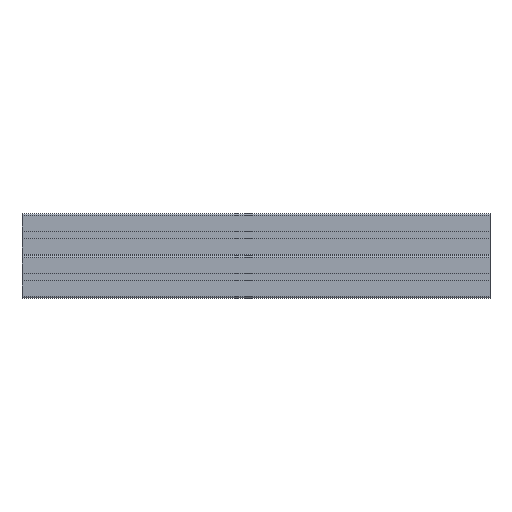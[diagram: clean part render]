
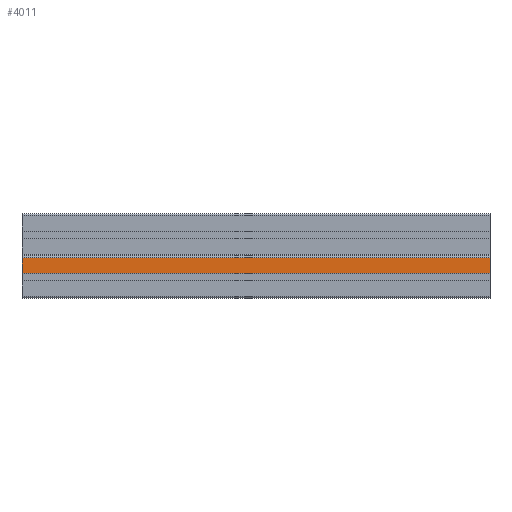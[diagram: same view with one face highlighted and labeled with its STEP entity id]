
A CAD part, front view. The second image highlights one B-rep face of the part: STEP entity #4011.
In plain terms, the highlighted planar face has unit normal (0, -1, 0).
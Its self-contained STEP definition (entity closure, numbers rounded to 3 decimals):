
#172=FACE_OUTER_BOUND('',#386,.T.);
#386=EDGE_LOOP('',(#3038,#3039,#3040,#3041));
#735=LINE('',#5792,#1183);
#916=LINE('',#6344,#1364);
#918=LINE('',#6348,#1366);
#919=LINE('',#6349,#1367);
#1183=VECTOR('',#4582,1.);
#1364=VECTOR('',#5065,1.);
#1366=VECTOR('',#5069,1.);
#1367=VECTOR('',#5070,1.);
#1642=VERTEX_POINT('',#5789);
#1643=VERTEX_POINT('',#5791);
#1863=VERTEX_POINT('',#6343);
#1864=VERTEX_POINT('',#6347);
#2048=EDGE_CURVE('',#1643,#1642,#735,.T.);
#2324=EDGE_CURVE('',#1863,#1643,#916,.T.);
#2326=EDGE_CURVE('',#1864,#1642,#918,.T.);
#2327=EDGE_CURVE('',#1864,#1863,#919,.T.);
#3038=ORIENTED_EDGE('',*,*,#2048,.T.);
#3039=ORIENTED_EDGE('',*,*,#2326,.F.);
#3040=ORIENTED_EDGE('',*,*,#2327,.T.);
#3041=ORIENTED_EDGE('',*,*,#2324,.T.);
#3859=PLANE('',#4323);
#4011=ADVANCED_FACE('',(#172),#3859,.T.);
#4323=AXIS2_PLACEMENT_3D('',#6346,#5067,#5068);
#4582=DIRECTION('',(0.,0.,1.));
#5065=DIRECTION('',(1.,0.,0.));
#5067=DIRECTION('center_axis',(0.,-1.,0.));
#5068=DIRECTION('ref_axis',(0.,0.,-1.));
#5069=DIRECTION('',(1.,0.,0.));
#5070=DIRECTION('',(0.,0.,-1.));
#5789=CARTESIAN_POINT('',(500.,0.,42.984));
#5791=CARTESIAN_POINT('',(500.,0.,26.647));
#5792=CARTESIAN_POINT('',(500.,0.,41.15));
#6343=CARTESIAN_POINT('',(0.,0.,26.647));
#6344=CARTESIAN_POINT('',(0.,0.,26.647));
#6346=CARTESIAN_POINT('Origin',(0.,0.,42.984));
#6347=CARTESIAN_POINT('',(0.,0.,42.984));
#6348=CARTESIAN_POINT('',(0.,0.,42.984));
#6349=CARTESIAN_POINT('',(0.,0.,42.984));
